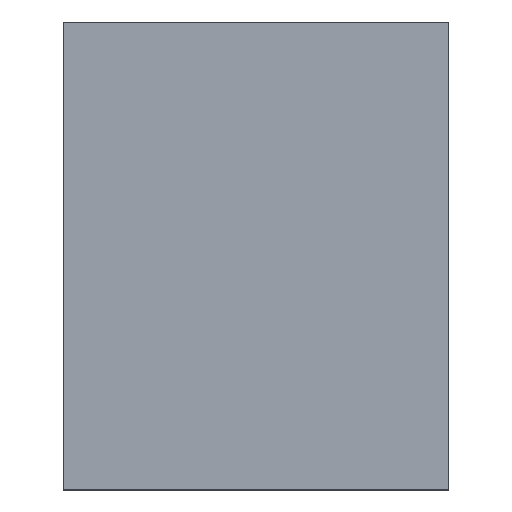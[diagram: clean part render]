
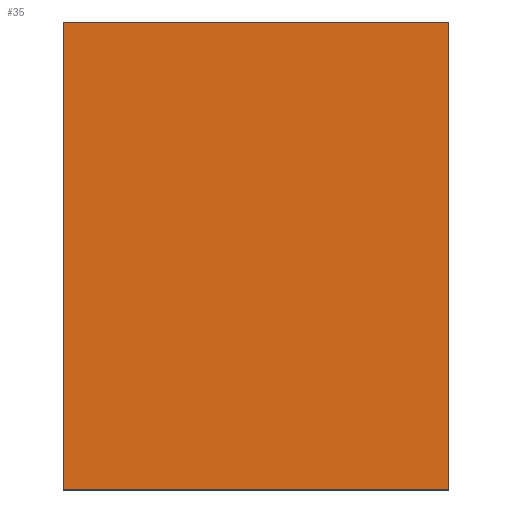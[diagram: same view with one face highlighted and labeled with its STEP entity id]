
A CAD part, left-side view. The second image highlights one B-rep face of the part: STEP entity #35.
In plain terms, the highlighted planar face has unit normal (-1, 0, 0).
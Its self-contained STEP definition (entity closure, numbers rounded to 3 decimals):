
#10 = VERTEX_POINT ( 'NONE', #716 ) ;
#17 = CARTESIAN_POINT ( 'NONE',  ( -1.65, -0.05, 0.85 ) ) ;
#34 = CARTESIAN_POINT ( 'NONE',  ( -1.65, -0.05, -0.85 ) ) ;
#35 = ADVANCED_FACE ( 'NONE', ( #901 ), #536, .T. ) ;
#40 = DIRECTION ( 'NONE',  ( 0., 1., 0. ) ) ;
#48 = VECTOR ( 'NONE', #40, 1000. ) ;
#53 = CARTESIAN_POINT ( 'NONE',  ( -1.65, -0.05, 0. ) ) ;
#80 = LINE ( 'NONE', #17, #131 ) ;
#103 = AXIS2_PLACEMENT_3D ( 'NONE', #676, #816, #448 ) ;
#130 = ORIENTED_EDGE ( 'NONE', *, *, #625, .F. ) ;
#131 = VECTOR ( 'NONE', #226, 1000. ) ;
#191 = EDGE_LOOP ( 'NONE', ( #711, #557, #130, #745 ) ) ;
#226 = DIRECTION ( 'NONE',  ( 0., 1., 0. ) ) ;
#227 = DIRECTION ( 'NONE',  ( 0., 0., 1. ) ) ;
#255 = EDGE_CURVE ( 'NONE', #10, #941, #460, .T. ) ;
#309 = CARTESIAN_POINT ( 'NONE',  ( -1.65, -0.05, -0.85 ) ) ;
#367 = VECTOR ( 'NONE', #227, 1000. ) ;
#388 = LINE ( 'NONE', #34, #48 ) ;
#430 = LINE ( 'NONE', #53, #830 ) ;
#441 = EDGE_CURVE ( 'NONE', #887, #941, #80, .T. ) ;
#448 = DIRECTION ( 'NONE',  ( 0., 0., 1. ) ) ;
#460 = LINE ( 'NONE', #746, #367 ) ;
#536 = PLANE ( 'NONE',  #103 ) ;
#554 = CARTESIAN_POINT ( 'NONE',  ( -1.65, -0.05, 0.85 ) ) ;
#557 = ORIENTED_EDGE ( 'NONE', *, *, #255, .F. ) ;
#565 = VERTEX_POINT ( 'NONE', #309 ) ;
#625 = EDGE_CURVE ( 'NONE', #565, #10, #388, .T. ) ;
#676 = CARTESIAN_POINT ( 'NONE',  ( -1.65, -0.05, 0. ) ) ;
#711 = ORIENTED_EDGE ( 'NONE', *, *, #441, .T. ) ;
#716 = CARTESIAN_POINT ( 'NONE',  ( -1.65, 1.35, -0.85 ) ) ;
#725 = EDGE_CURVE ( 'NONE', #565, #887, #430, .T. ) ;
#745 = ORIENTED_EDGE ( 'NONE', *, *, #725, .T. ) ;
#746 = CARTESIAN_POINT ( 'NONE',  ( -1.65, 1.35, 0. ) ) ;
#816 = DIRECTION ( 'NONE',  ( -1., 0., 0. ) ) ;
#830 = VECTOR ( 'NONE', #936, 1000. ) ;
#887 = VERTEX_POINT ( 'NONE', #554 ) ;
#901 = FACE_OUTER_BOUND ( 'NONE', #191, .T. ) ;
#910 = CARTESIAN_POINT ( 'NONE',  ( -1.65, 1.35, 0.85 ) ) ;
#936 = DIRECTION ( 'NONE',  ( 0., 0., 1. ) ) ;
#941 = VERTEX_POINT ( 'NONE', #910 ) ;
